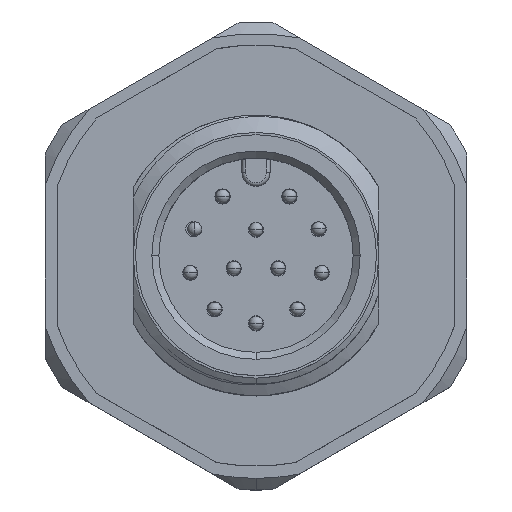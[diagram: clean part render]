
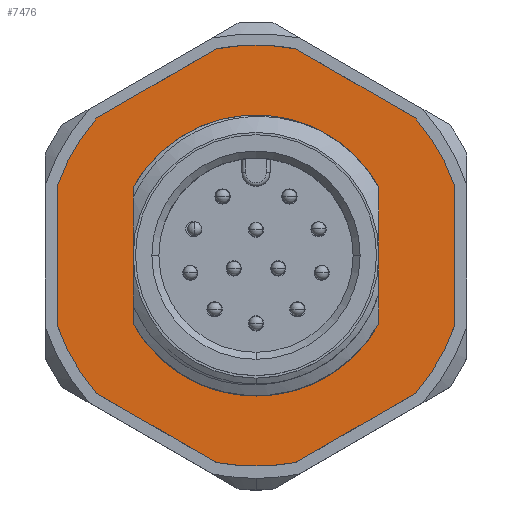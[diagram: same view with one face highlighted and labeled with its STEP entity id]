
A CAD part, top view. The second image highlights one B-rep face of the part: STEP entity #7476.
In plain terms, the highlighted planar face has unit normal (0, 0, 1).
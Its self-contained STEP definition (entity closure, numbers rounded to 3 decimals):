
#174 = DIRECTION ( 'NONE',  ( 0., 0., 1. ) ) ;
#190 = VECTOR ( 'NONE', #17036, 1000. ) ;
#420 = DIRECTION ( 'NONE',  ( 0.866, -0.5, 0. ) ) ;
#667 = CARTESIAN_POINT ( 'NONE',  ( 5.25, 0., 0. ) ) ;
#1240 = EDGE_LOOP ( 'NONE', ( #21397, #12239 ) ) ;
#1394 = CIRCLE ( 'NONE', #16522, 9. ) ;
#1495 = CARTESIAN_POINT ( 'NONE',  ( 1.688, -8.84, 0. ) ) ;
#1841 = AXIS2_PLACEMENT_3D ( 'NONE', #23787, #17565, #11456 ) ;
#1847 = ORIENTED_EDGE ( 'NONE', *, *, #20414, .T. ) ;
#1920 = CIRCLE ( 'NONE', #3656, 9. ) ;
#2289 = VERTEX_POINT ( 'NONE', #9738 ) ;
#2814 = VERTEX_POINT ( 'NONE', #17485 ) ;
#2983 = CARTESIAN_POINT ( 'NONE',  ( -6.812, -5.882, 0. ) ) ;
#3049 = EDGE_CURVE ( 'NONE', #16784, #9491, #16066, .T. ) ;
#3341 = FACE_OUTER_BOUND ( 'NONE', #19930, .T. ) ;
#3474 = FACE_BOUND ( 'NONE', #1240, .T. ) ;
#3656 = AXIS2_PLACEMENT_3D ( 'NONE', #12330, #174, #6255 ) ;
#3694 = ORIENTED_EDGE ( 'NONE', *, *, #15636, .T. ) ;
#3903 = VERTEX_POINT ( 'NONE', #17147 ) ;
#3936 = EDGE_CURVE ( 'NONE', #2289, #25682, #1394, .T. ) ;
#4066 = CARTESIAN_POINT ( 'NONE',  ( 0., 0., 0. ) ) ;
#4318 = LINE ( 'NONE', #25023, #190 ) ;
#4359 = EDGE_CURVE ( 'NONE', #22343, #8198, #14772, .T. ) ;
#4391 = DIRECTION ( 'NONE',  ( -1., 0., 0. ) ) ;
#4394 = CARTESIAN_POINT ( 'NONE',  ( 8.5, -2.958, 0. ) ) ;
#4777 = ORIENTED_EDGE ( 'NONE', *, *, #21945, .T. ) ;
#4870 = AXIS2_PLACEMENT_3D ( 'NONE', #4066, #6360, #16234 ) ;
#4972 = CARTESIAN_POINT ( 'NONE',  ( 0., 0., 0. ) ) ;
#5105 = ORIENTED_EDGE ( 'NONE', *, *, #23558, .T. ) ;
#5657 = ORIENTED_EDGE ( 'NONE', *, *, #3049, .T. ) ;
#6193 = CARTESIAN_POINT ( 'NONE',  ( 8.5, 2.958, 0. ) ) ;
#6255 = DIRECTION ( 'NONE',  ( -0.944, -0.329, 0. ) ) ;
#6360 = DIRECTION ( 'NONE',  ( 0., 0., 1. ) ) ;
#6521 = CIRCLE ( 'NONE', #7823, 9. ) ;
#6919 = CARTESIAN_POINT ( 'NONE',  ( -1.688, 8.84, 0. ) ) ;
#7000 = AXIS2_PLACEMENT_3D ( 'NONE', #10054, #24655, #20484 ) ;
#7144 = ORIENTED_EDGE ( 'NONE', *, *, #25411, .T. ) ;
#7374 = VERTEX_POINT ( 'NONE', #15263 ) ;
#7476 = ADVANCED_FACE ( 'NONE', ( #3474, #3341 ), #9430, .T. ) ;
#7762 = CIRCLE ( 'NONE', #13438, 5.25 ) ;
#7823 = AXIS2_PLACEMENT_3D ( 'NONE', #25620, #19532, #19273 ) ;
#8198 = VERTEX_POINT ( 'NONE', #667 ) ;
#8552 = DIRECTION ( 'NONE',  ( 0., 0., 1. ) ) ;
#8694 = VECTOR ( 'NONE', #420, 1000. ) ;
#9137 = AXIS2_PLACEMENT_3D ( 'NONE', #16674, #8552, #10441 ) ;
#9430 = PLANE ( 'NONE',  #1841 ) ;
#9491 = VERTEX_POINT ( 'NONE', #10343 ) ;
#9623 = CARTESIAN_POINT ( 'NONE',  ( -6.812, -5.882, 0. ) ) ;
#9738 = CARTESIAN_POINT ( 'NONE',  ( 6.812, -5.882, 0. ) ) ;
#9945 = CIRCLE ( 'NONE', #9137, 9. ) ;
#9967 = VERTEX_POINT ( 'NONE', #6193 ) ;
#10054 = CARTESIAN_POINT ( 'NONE',  ( 0., 0., 0. ) ) ;
#10204 = VERTEX_POINT ( 'NONE', #25401 ) ;
#10343 = CARTESIAN_POINT ( 'NONE',  ( -1.688, 8.84, 0. ) ) ;
#10441 = DIRECTION ( 'NONE',  ( -0.188, -0.982, 0. ) ) ;
#10780 = DIRECTION ( 'NONE',  ( 0.757, -0.654, 0. ) ) ;
#10825 = DIRECTION ( 'NONE',  ( -0.866, 0.5, 0. ) ) ;
#11456 = DIRECTION ( 'NONE',  ( 1., 0., 0. ) ) ;
#11741 = CARTESIAN_POINT ( 'NONE',  ( -5.25, 0., 0. ) ) ;
#11991 = ORIENTED_EDGE ( 'NONE', *, *, #19730, .T. ) ;
#12239 = ORIENTED_EDGE ( 'NONE', *, *, #17563, .T. ) ;
#12330 = CARTESIAN_POINT ( 'NONE',  ( 0., 0., 0. ) ) ;
#12871 = VECTOR ( 'NONE', #10825, 1000. ) ;
#13068 = DIRECTION ( 'NONE',  ( 1., 0., 0. ) ) ;
#13438 = AXIS2_PLACEMENT_3D ( 'NONE', #14564, #17137, #13068 ) ;
#13460 = CARTESIAN_POINT ( 'NONE',  ( 1.688, 8.84, 0. ) ) ;
#14411 = DIRECTION ( 'NONE',  ( 0., 0., -1. ) ) ;
#14416 = VERTEX_POINT ( 'NONE', #26711 ) ;
#14564 = CARTESIAN_POINT ( 'NONE',  ( 0., 0., 0. ) ) ;
#14677 = DIRECTION ( 'NONE',  ( 0., 1., 0. ) ) ;
#14772 = CIRCLE ( 'NONE', #22148, 5.25 ) ;
#14976 = DIRECTION ( 'NONE',  ( 0., 0., 1. ) ) ;
#15015 = CARTESIAN_POINT ( 'NONE',  ( 6.812, 5.882, 0. ) ) ;
#15263 = CARTESIAN_POINT ( 'NONE',  ( -1.688, -8.84, 0. ) ) ;
#15490 = ORIENTED_EDGE ( 'NONE', *, *, #25072, .T. ) ;
#15559 = DIRECTION ( 'NONE',  ( 0.866, 0.5, 0. ) ) ;
#15636 = EDGE_CURVE ( 'NONE', #9491, #10204, #19646, .T. ) ;
#15654 = ORIENTED_EDGE ( 'NONE', *, *, #3936, .T. ) ;
#15883 = VECTOR ( 'NONE', #14677, 1000. ) ;
#16066 = CIRCLE ( 'NONE', #7000, 9. ) ;
#16234 = DIRECTION ( 'NONE',  ( -0.757, 0.654, 0. ) ) ;
#16522 = AXIS2_PLACEMENT_3D ( 'NONE', #4972, #14976, #10780 ) ;
#16674 = CARTESIAN_POINT ( 'NONE',  ( 0., 0., 0. ) ) ;
#16784 = VERTEX_POINT ( 'NONE', #13460 ) ;
#17036 = DIRECTION ( 'NONE',  ( 0., -1., 0. ) ) ;
#17137 = DIRECTION ( 'NONE',  ( 0., 0., -1. ) ) ;
#17147 = CARTESIAN_POINT ( 'NONE',  ( -8.5, -2.958, 0. ) ) ;
#17485 = CARTESIAN_POINT ( 'NONE',  ( -8.5, 2.958, 0. ) ) ;
#17563 = EDGE_CURVE ( 'NONE', #8198, #22343, #7762, .T. ) ;
#17565 = DIRECTION ( 'NONE',  ( 0., 0., 1. ) ) ;
#17909 = VECTOR ( 'NONE', #15559, 1000. ) ;
#18513 = CARTESIAN_POINT ( 'NONE',  ( 1.688, -8.84, 0. ) ) ;
#19112 = DIRECTION ( 'NONE',  ( -0.866, -0.5, 0. ) ) ;
#19273 = DIRECTION ( 'NONE',  ( 0.944, 0.329, 0. ) ) ;
#19532 = DIRECTION ( 'NONE',  ( 0., 0., 1. ) ) ;
#19568 = CIRCLE ( 'NONE', #4870, 9. ) ;
#19646 = LINE ( 'NONE', #6919, #25262 ) ;
#19730 = EDGE_CURVE ( 'NONE', #2814, #3903, #4318, .T. ) ;
#19925 = CARTESIAN_POINT ( 'NONE',  ( 8.5, -2.958, 0. ) ) ;
#19930 = EDGE_LOOP ( 'NONE', ( #3694, #4777, #11991, #26775, #15490, #22147, #1847, #15654, #5105, #7144, #25105, #5657 ) ) ;
#20213 = EDGE_CURVE ( 'NONE', #3903, #21697, #1920, .T. ) ;
#20414 = EDGE_CURVE ( 'NONE', #23490, #2289, #25855, .T. ) ;
#20484 = DIRECTION ( 'NONE',  ( 0.188, 0.982, 0. ) ) ;
#20988 = LINE ( 'NONE', #15015, #12871 ) ;
#21397 = ORIENTED_EDGE ( 'NONE', *, *, #4359, .T. ) ;
#21697 = VERTEX_POINT ( 'NONE', #9623 ) ;
#21945 = EDGE_CURVE ( 'NONE', #10204, #2814, #19568, .T. ) ;
#22147 = ORIENTED_EDGE ( 'NONE', *, *, #26658, .T. ) ;
#22148 = AXIS2_PLACEMENT_3D ( 'NONE', #24965, #14411, #4391 ) ;
#22343 = VERTEX_POINT ( 'NONE', #11741 ) ;
#23490 = VERTEX_POINT ( 'NONE', #18513 ) ;
#23558 = EDGE_CURVE ( 'NONE', #25682, #9967, #24968, .T. ) ;
#23787 = CARTESIAN_POINT ( 'NONE',  ( 0., 0., 0. ) ) ;
#24655 = DIRECTION ( 'NONE',  ( 0., 0., 1. ) ) ;
#24669 = EDGE_CURVE ( 'NONE', #14416, #16784, #20988, .T. ) ;
#24965 = CARTESIAN_POINT ( 'NONE',  ( 0., 0., 0. ) ) ;
#24968 = LINE ( 'NONE', #4394, #15883 ) ;
#25023 = CARTESIAN_POINT ( 'NONE',  ( -8.5, 2.958, 0. ) ) ;
#25072 = EDGE_CURVE ( 'NONE', #21697, #7374, #25444, .T. ) ;
#25105 = ORIENTED_EDGE ( 'NONE', *, *, #24669, .T. ) ;
#25262 = VECTOR ( 'NONE', #19112, 1000. ) ;
#25401 = CARTESIAN_POINT ( 'NONE',  ( -6.812, 5.882, 0. ) ) ;
#25411 = EDGE_CURVE ( 'NONE', #9967, #14416, #6521, .T. ) ;
#25444 = LINE ( 'NONE', #2983, #8694 ) ;
#25620 = CARTESIAN_POINT ( 'NONE',  ( 0., 0., 0. ) ) ;
#25682 = VERTEX_POINT ( 'NONE', #19925 ) ;
#25855 = LINE ( 'NONE', #1495, #17909 ) ;
#26658 = EDGE_CURVE ( 'NONE', #7374, #23490, #9945, .T. ) ;
#26711 = CARTESIAN_POINT ( 'NONE',  ( 6.812, 5.882, 0. ) ) ;
#26775 = ORIENTED_EDGE ( 'NONE', *, *, #20213, .T. ) ;
